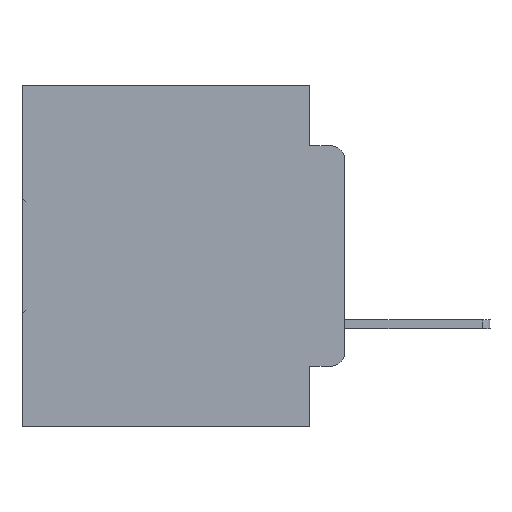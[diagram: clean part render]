
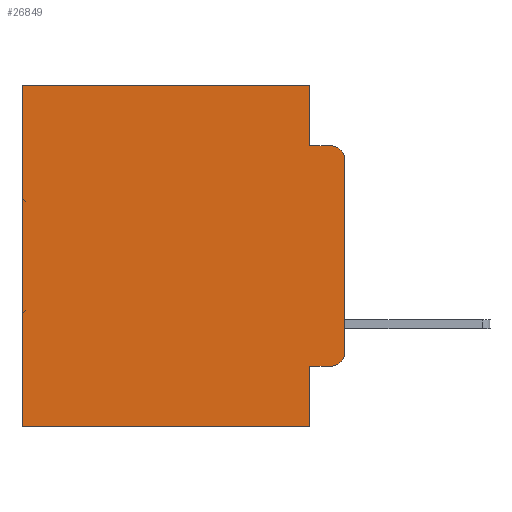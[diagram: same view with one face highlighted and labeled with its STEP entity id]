
A CAD part, left-side view. The second image highlights one B-rep face of the part: STEP entity #26849.
In plain terms, the highlighted planar face has unit normal (-1, 0, 0).
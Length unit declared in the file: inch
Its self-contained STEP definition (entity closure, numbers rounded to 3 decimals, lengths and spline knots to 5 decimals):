
#1967 = ORIENTED_EDGE ( 'NONE', *, *, #25033, .T. ) ;
#2003 = CARTESIAN_POINT ( 'NONE',  ( 0.298, 0.473, -0.5 ) ) ;
#2543 = CARTESIAN_POINT ( 'NONE',  ( 0.298, 0.051, -0.4115 ) ) ;
#2990 = DIRECTION ( 'NONE',  ( -1., 0., 0. ) ) ;
#3213 = CARTESIAN_POINT ( 'NONE',  ( 0.298, 0., -0.1085 ) ) ;
#3288 = PLANE ( 'NONE',  #10263 ) ;
#3542 = ORIENTED_EDGE ( 'NONE', *, *, #10698, .T. ) ;
#3560 = CARTESIAN_POINT ( 'NONE',  ( 0.298, 0., 0. ) ) ;
#4639 = VECTOR ( 'NONE', #30584, 39.37008 ) ;
#5519 = VERTEX_POINT ( 'NONE', #5538 ) ;
#5538 = CARTESIAN_POINT ( 'NONE',  ( 0.298, 0.051, 0. ) ) ;
#5713 = CARTESIAN_POINT ( 'NONE',  ( 0.298, 0., -0.5 ) ) ;
#6129 = CARTESIAN_POINT ( 'NONE',  ( 0.298, 0.473, 0. ) ) ;
#7125 = ORIENTED_EDGE ( 'NONE', *, *, #30441, .T. ) ;
#7641 = DIRECTION ( 'NONE',  ( 0., -1., 0. ) ) ;
#8001 = LINE ( 'NONE', #11336, #20648 ) ;
#8253 = DIRECTION ( 'NONE',  ( 0., 1., 0. ) ) ;
#8369 = DIRECTION ( 'NONE',  ( 0., 0., -1. ) ) ;
#8446 = VERTEX_POINT ( 'NONE', #18371 ) ;
#8719 = LINE ( 'NONE', #26672, #27946 ) ;
#8773 = CARTESIAN_POINT ( 'NONE',  ( 0.298, 0.02, -0.4115 ) ) ;
#9039 = EDGE_CURVE ( 'NONE', #5519, #16343, #25518, .T. ) ;
#9425 = EDGE_CURVE ( 'NONE', #12552, #24178, #8719, .T. ) ;
#9672 = DIRECTION ( 'NONE',  ( -1., 0., 0. ) ) ;
#10134 = VECTOR ( 'NONE', #13979, 39.37008 ) ;
#10263 = AXIS2_PLACEMENT_3D ( 'NONE', #10821, #23495, #8369 ) ;
#10317 = ORIENTED_EDGE ( 'NONE', *, *, #14617, .F. ) ;
#10698 = EDGE_CURVE ( 'NONE', #16343, #23056, #29384, .T. ) ;
#10821 = CARTESIAN_POINT ( 'NONE',  ( 0.298, 0., 0. ) ) ;
#11336 = CARTESIAN_POINT ( 'NONE',  ( 0.298, 0.051, -0.0885 ) ) ;
#12552 = VERTEX_POINT ( 'NONE', #23194 ) ;
#13979 = DIRECTION ( 'NONE',  ( 0., 0., -1. ) ) ;
#14267 = DIRECTION ( 'NONE',  ( 0., 0., -1. ) ) ;
#14298 = ORIENTED_EDGE ( 'NONE', *, *, #14936, .F. ) ;
#14617 = EDGE_CURVE ( 'NONE', #24178, #23056, #18314, .T. ) ;
#14681 = ORIENTED_EDGE ( 'NONE', *, *, #9425, .F. ) ;
#14936 = EDGE_CURVE ( 'NONE', #16161, #8446, #8001, .T. ) ;
#15717 = CARTESIAN_POINT ( 'NONE',  ( 0.298, 0., 0. ) ) ;
#15874 = FACE_OUTER_BOUND ( 'NONE', #19647, .T. ) ;
#16161 = VERTEX_POINT ( 'NONE', #31550 ) ;
#16173 = VECTOR ( 'NONE', #24181, 39.37008 ) ;
#16343 = VERTEX_POINT ( 'NONE', #6129 ) ;
#17039 = ORIENTED_EDGE ( 'NONE', *, *, #21023, .F. ) ;
#17583 = LINE ( 'NONE', #2543, #28435 ) ;
#18099 = CARTESIAN_POINT ( 'NONE',  ( 0.298, 0.051, -0.5 ) ) ;
#18147 = CIRCLE ( 'NONE', #20217, 0.02 ) ;
#18149 = CARTESIAN_POINT ( 'NONE',  ( 0.298, 0.02, -0.3915 ) ) ;
#18314 = LINE ( 'NONE', #5713, #30714 ) ;
#18371 = CARTESIAN_POINT ( 'NONE',  ( 0.298, 0.02, -0.0885 ) ) ;
#18587 = ORIENTED_EDGE ( 'NONE', *, *, #9039, .T. ) ;
#19272 = EDGE_CURVE ( 'NONE', #30506, #25500, #19317, .T. ) ;
#19317 = LINE ( 'NONE', #3560, #30936 ) ;
#19525 = EDGE_CURVE ( 'NONE', #30506, #8446, #18147, .T. ) ;
#19647 = EDGE_LOOP ( 'NONE', ( #24536, #25997, #14298, #17039, #18587, #3542, #10317, #14681, #1967, #7125 ) ) ;
#20217 = AXIS2_PLACEMENT_3D ( 'NONE', #24737, #9672, #27210 ) ;
#20648 = VECTOR ( 'NONE', #26371, 39.37008 ) ;
#20670 = DIRECTION ( 'NONE',  ( 0., 0., -1. ) ) ;
#21023 = EDGE_CURVE ( 'NONE', #5519, #16161, #31586, .T. ) ;
#21229 = DIRECTION ( 'NONE',  ( 0., 0., -1. ) ) ;
#21664 = CARTESIAN_POINT ( 'NONE',  ( 0.298, 0.473, 0. ) ) ;
#23056 = VERTEX_POINT ( 'NONE', #2003 ) ;
#23194 = CARTESIAN_POINT ( 'NONE',  ( 0.298, 0.051, -0.4115 ) ) ;
#23495 = DIRECTION ( 'NONE',  ( 1., 0., 0. ) ) ;
#24178 = VERTEX_POINT ( 'NONE', #18099 ) ;
#24181 = DIRECTION ( 'NONE',  ( 0., 0., -1. ) ) ;
#24536 = ORIENTED_EDGE ( 'NONE', *, *, #19272, .F. ) ;
#24737 = CARTESIAN_POINT ( 'NONE',  ( 0.298, 0.02, -0.1085 ) ) ;
#25033 = EDGE_CURVE ( 'NONE', #12552, #29995, #17583, .T. ) ;
#25500 = VERTEX_POINT ( 'NONE', #31889 ) ;
#25518 = LINE ( 'NONE', #15717, #4639 ) ;
#25997 = ORIENTED_EDGE ( 'NONE', *, *, #19525, .T. ) ;
#26371 = DIRECTION ( 'NONE',  ( 0., -1., 0. ) ) ;
#26405 = CARTESIAN_POINT ( 'NONE',  ( 0.298, 0.051, 0. ) ) ;
#26672 = CARTESIAN_POINT ( 'NONE',  ( 0.298, 0.051, 0. ) ) ;
#26849 = ADVANCED_FACE ( 'NONE', ( #15874 ), #3288, .F. ) ;
#27210 = DIRECTION ( 'NONE',  ( 0., 0., -1. ) ) ;
#27946 = VECTOR ( 'NONE', #14267, 39.37008 ) ;
#28435 = VECTOR ( 'NONE', #7641, 39.37008 ) ;
#29384 = LINE ( 'NONE', #21664, #16173 ) ;
#29995 = VERTEX_POINT ( 'NONE', #8773 ) ;
#30183 = AXIS2_PLACEMENT_3D ( 'NONE', #18149, #2990, #20670 ) ;
#30441 = EDGE_CURVE ( 'NONE', #29995, #25500, #32248, .T. ) ;
#30506 = VERTEX_POINT ( 'NONE', #3213 ) ;
#30584 = DIRECTION ( 'NONE',  ( 0., 1., 0. ) ) ;
#30714 = VECTOR ( 'NONE', #8253, 39.37008 ) ;
#30936 = VECTOR ( 'NONE', #21229, 39.37008 ) ;
#31550 = CARTESIAN_POINT ( 'NONE',  ( 0.298, 0.051, -0.0885 ) ) ;
#31586 = LINE ( 'NONE', #26405, #10134 ) ;
#31889 = CARTESIAN_POINT ( 'NONE',  ( 0.298, 0., -0.3915 ) ) ;
#32248 = CIRCLE ( 'NONE', #30183, 0.02 ) ;
